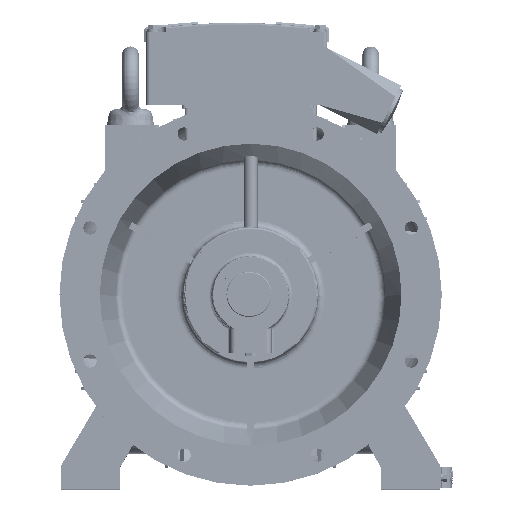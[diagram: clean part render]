
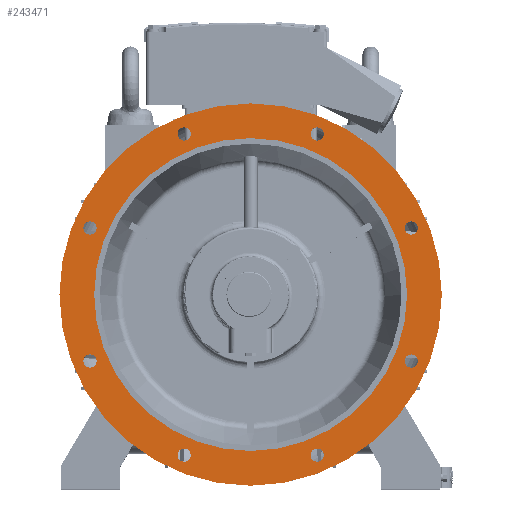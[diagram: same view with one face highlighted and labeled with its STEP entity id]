
A CAD part, top view. The second image highlights one B-rep face of the part: STEP entity #243471.
In plain terms, the highlighted planar face has unit normal (0, 0, 1).
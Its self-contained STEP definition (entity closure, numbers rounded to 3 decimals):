
#91689=CARTESIAN_POINT('',(76.16,15.548,389.5));
#91690=DIRECTION('',(0.,0.,1.));
#91691=DIRECTION('',(0.,1.,0.));
#91692=AXIS2_PLACEMENT_3D('',#91689,#91690,#91691);
#91694=CARTESIAN_POINT('',(76.16,15.548,389.5));
#91695=DIRECTION('',(0.,0.,1.));
#91696=DIRECTION('',(0.,-1.,0.));
#91697=AXIS2_PLACEMENT_3D('',#91694,#91695,#91696);
#91699=CARTESIAN_POINT('',(307.13,111.219,389.5));
#91700=DIRECTION('',(0.,0.,-1.));
#91701=DIRECTION('',(0.,-1.,0.));
#91702=AXIS2_PLACEMENT_3D('',#91699,#91700,#91701);
#91704=CARTESIAN_POINT('',(307.13,111.219,389.5));
#91705=DIRECTION('',(0.,0.,-1.));
#91706=DIRECTION('',(0.,1.,0.));
#91707=AXIS2_PLACEMENT_3D('',#91704,#91705,#91706);
#91709=CARTESIAN_POINT('',(171.831,246.518,389.5));
#91710=DIRECTION('',(0.,0.,-1.));
#91711=DIRECTION('',(0.,-1.,0.));
#91712=AXIS2_PLACEMENT_3D('',#91709,#91710,#91711);
#91714=CARTESIAN_POINT('',(171.831,246.518,389.5));
#91715=DIRECTION('',(0.,0.,-1.));
#91716=DIRECTION('',(0.,1.,0.));
#91717=AXIS2_PLACEMENT_3D('',#91714,#91715,#91716);
#91719=CARTESIAN_POINT('',(-19.511,246.518,389.5));
#91720=DIRECTION('',(0.,0.,-1.));
#91721=DIRECTION('',(0.,-1.,0.));
#91722=AXIS2_PLACEMENT_3D('',#91719,#91720,#91721);
#91724=CARTESIAN_POINT('',(-19.511,246.518,389.5));
#91725=DIRECTION('',(0.,0.,-1.));
#91726=DIRECTION('',(0.,1.,0.));
#91727=AXIS2_PLACEMENT_3D('',#91724,#91725,#91726);
#91729=CARTESIAN_POINT('',(-154.81,111.219,389.5));
#91730=DIRECTION('',(0.,0.,-1.));
#91731=DIRECTION('',(0.,-1.,0.));
#91732=AXIS2_PLACEMENT_3D('',#91729,#91730,#91731);
#91734=CARTESIAN_POINT('',(-154.81,111.219,389.5));
#91735=DIRECTION('',(0.,0.,-1.));
#91736=DIRECTION('',(0.,1.,0.));
#91737=AXIS2_PLACEMENT_3D('',#91734,#91735,#91736);
#91739=CARTESIAN_POINT('',(-154.81,-80.123,389.5));
#91740=DIRECTION('',(0.,0.,-1.));
#91741=DIRECTION('',(0.,-1.,0.));
#91742=AXIS2_PLACEMENT_3D('',#91739,#91740,#91741);
#91744=CARTESIAN_POINT('',(-154.81,-80.123,389.5));
#91745=DIRECTION('',(0.,0.,-1.));
#91746=DIRECTION('',(0.,1.,0.));
#91747=AXIS2_PLACEMENT_3D('',#91744,#91745,#91746);
#91749=CARTESIAN_POINT('',(-19.511,-215.422,389.5));
#91750=DIRECTION('',(0.,0.,-1.));
#91751=DIRECTION('',(0.,-1.,0.));
#91752=AXIS2_PLACEMENT_3D('',#91749,#91750,#91751);
#91754=CARTESIAN_POINT('',(-19.511,-215.422,389.5));
#91755=DIRECTION('',(0.,0.,-1.));
#91756=DIRECTION('',(0.,1.,0.));
#91757=AXIS2_PLACEMENT_3D('',#91754,#91755,#91756);
#91759=CARTESIAN_POINT('',(171.831,-215.422,389.5));
#91760=DIRECTION('',(0.,0.,-1.));
#91761=DIRECTION('',(0.,-1.,0.));
#91762=AXIS2_PLACEMENT_3D('',#91759,#91760,#91761);
#91764=CARTESIAN_POINT('',(171.831,-215.422,389.5));
#91765=DIRECTION('',(0.,0.,-1.));
#91766=DIRECTION('',(0.,1.,0.));
#91767=AXIS2_PLACEMENT_3D('',#91764,#91765,#91766);
#91769=CARTESIAN_POINT('',(307.13,-80.123,389.5));
#91770=DIRECTION('',(0.,0.,-1.));
#91771=DIRECTION('',(0.,-1.,0.));
#91772=AXIS2_PLACEMENT_3D('',#91769,#91770,#91771);
#91774=CARTESIAN_POINT('',(307.13,-80.123,389.5));
#91775=DIRECTION('',(0.,0.,-1.));
#91776=DIRECTION('',(0.,1.,0.));
#91777=AXIS2_PLACEMENT_3D('',#91774,#91775,#91776);
#91779=CARTESIAN_POINT('',(76.16,15.548,389.5));
#91780=DIRECTION('',(0.,0.,-1.));
#91781=DIRECTION('',(0.,-1.,0.));
#91782=AXIS2_PLACEMENT_3D('',#91779,#91780,#91781);
#91784=CARTESIAN_POINT('',(76.16,15.548,389.5));
#91785=DIRECTION('',(0.,0.,-1.));
#91786=DIRECTION('',(0.,1.,0.));
#91787=AXIS2_PLACEMENT_3D('',#91784,#91785,#91786);
#119482=CARTESIAN_POINT('',(-19.511,237.018,389.5));
#119483=VERTEX_POINT('',#119482);
#119484=CARTESIAN_POINT('',(307.13,101.719,389.5));
#119486=VERTEX_POINT('',#119484);
#119488=CARTESIAN_POINT('',(307.13,120.719,389.5));
#119489=VERTEX_POINT('',#119488);
#119500=CARTESIAN_POINT('',(-19.511,-205.922,389.5));
#119501=CARTESIAN_POINT('',(-19.511,-224.922,389.5));
#119502=VERTEX_POINT('',#119500);
#119503=VERTEX_POINT('',#119501);
#119504=CARTESIAN_POINT('',(-154.81,120.719,389.5));
#119505=CARTESIAN_POINT('',(-154.81,101.719,389.5));
#119506=VERTEX_POINT('',#119504);
#119507=VERTEX_POINT('',#119505);
#119514=CARTESIAN_POINT('',(-154.81,-89.623,389.5));
#119515=VERTEX_POINT('',#119514);
#119516=CARTESIAN_POINT('',(-154.81,-70.623,389.5));
#119517=VERTEX_POINT('',#119516);
#119518=CARTESIAN_POINT('',(-19.511,256.018,389.5));
#119519=VERTEX_POINT('',#119518);
#119522=CARTESIAN_POINT('',(171.831,237.018,389.5));
#119523=VERTEX_POINT('',#119522);
#119524=CARTESIAN_POINT('',(171.831,256.018,389.5));
#119525=VERTEX_POINT('',#119524);
#119532=CARTESIAN_POINT('',(171.831,-224.922,389.5));
#119533=VERTEX_POINT('',#119532);
#119534=CARTESIAN_POINT('',(171.831,-205.922,389.5));
#119535=VERTEX_POINT('',#119534);
#119542=CARTESIAN_POINT('',(307.13,-89.623,389.5));
#119543=VERTEX_POINT('',#119542);
#119544=CARTESIAN_POINT('',(307.13,-70.623,389.5));
#119545=VERTEX_POINT('',#119544);
#119589=CARTESIAN_POINT('',(76.16,-259.452,389.5));
#119591=VERTEX_POINT('',#119589);
#119612=CARTESIAN_POINT('',(76.16,240.548,389.5));
#119614=VERTEX_POINT('',#119612);
#119619=CARTESIAN_POINT('',(76.16,290.548,389.5));
#119620=VERTEX_POINT('',#119619);
#119623=CARTESIAN_POINT('',(76.16,-209.452,389.5));
#119624=VERTEX_POINT('',#119623);
#243408=CARTESIAN_POINT('',(76.16,-209.452,389.5));
#243409=DIRECTION('',(0.,0.,-1.));
#243410=DIRECTION('',(0.,-1.,0.));
#243411=AXIS2_PLACEMENT_3D('',#243408,#243409,#243410);
#243412=PLANE('',#243411);
#243413=ORIENTED_EDGE('',*,*,#243388,.F.);
#243414=ORIENTED_EDGE('',*,*,#243401,.F.);
#243415=EDGE_LOOP('',(#243413,#243414));
#243416=FACE_OUTER_BOUND('',#243415,.F.);
#243418=ORIENTED_EDGE('',*,*,#243417,.F.);
#243420=ORIENTED_EDGE('',*,*,#243419,.F.);
#243421=EDGE_LOOP('',(#243418,#243420));
#243422=FACE_BOUND('',#243421,.F.);
#243424=ORIENTED_EDGE('',*,*,#243423,.F.);
#243426=ORIENTED_EDGE('',*,*,#243425,.F.);
#243427=EDGE_LOOP('',(#243424,#243426));
#243428=FACE_BOUND('',#243427,.F.);
#243430=ORIENTED_EDGE('',*,*,#243429,.F.);
#243432=ORIENTED_EDGE('',*,*,#243431,.F.);
#243433=EDGE_LOOP('',(#243430,#243432));
#243434=FACE_BOUND('',#243433,.F.);
#243436=ORIENTED_EDGE('',*,*,#243435,.F.);
#243438=ORIENTED_EDGE('',*,*,#243437,.F.);
#243439=EDGE_LOOP('',(#243436,#243438));
#243440=FACE_BOUND('',#243439,.F.);
#243442=ORIENTED_EDGE('',*,*,#243441,.F.);
#243444=ORIENTED_EDGE('',*,*,#243443,.F.);
#243445=EDGE_LOOP('',(#243442,#243444));
#243446=FACE_BOUND('',#243445,.F.);
#243448=ORIENTED_EDGE('',*,*,#243447,.F.);
#243450=ORIENTED_EDGE('',*,*,#243449,.F.);
#243451=EDGE_LOOP('',(#243448,#243450));
#243452=FACE_BOUND('',#243451,.F.);
#243454=ORIENTED_EDGE('',*,*,#243453,.F.);
#243456=ORIENTED_EDGE('',*,*,#243455,.F.);
#243457=EDGE_LOOP('',(#243454,#243456));
#243458=FACE_BOUND('',#243457,.F.);
#243460=ORIENTED_EDGE('',*,*,#243459,.F.);
#243462=ORIENTED_EDGE('',*,*,#243461,.F.);
#243463=EDGE_LOOP('',(#243460,#243462));
#243464=FACE_BOUND('',#243463,.F.);
#243466=ORIENTED_EDGE('',*,*,#243465,.F.);
#243468=ORIENTED_EDGE('',*,*,#243467,.F.);
#243469=EDGE_LOOP('',(#243466,#243468));
#243470=FACE_BOUND('',#243469,.F.);
#243471=ADVANCED_FACE('',(#243416,#243422,#243428,#243434,#243440,#243446,
#243452,#243458,#243464,#243470),#243412,.F.);
#91693=CIRCLE('',#91692,275.);
#91698=CIRCLE('',#91697,275.);
#91703=CIRCLE('',#91702,9.5);
#91708=CIRCLE('',#91707,9.5);
#91713=CIRCLE('',#91712,9.5);
#91718=CIRCLE('',#91717,9.5);
#91723=CIRCLE('',#91722,9.5);
#91728=CIRCLE('',#91727,9.5);
#91733=CIRCLE('',#91732,9.5);
#91738=CIRCLE('',#91737,9.5);
#91743=CIRCLE('',#91742,9.5);
#91748=CIRCLE('',#91747,9.5);
#91753=CIRCLE('',#91752,9.5);
#91758=CIRCLE('',#91757,9.5);
#91763=CIRCLE('',#91762,9.5);
#91768=CIRCLE('',#91767,9.5);
#91773=CIRCLE('',#91772,9.5);
#91778=CIRCLE('',#91777,9.5);
#91783=CIRCLE('',#91782,225.);
#91788=CIRCLE('',#91787,225.);
#243388=EDGE_CURVE('',#119620,#119591,#91693,.T.);
#243401=EDGE_CURVE('',#119591,#119620,#91698,.T.);
#243417=EDGE_CURVE('',#119486,#119489,#91703,.T.);
#243419=EDGE_CURVE('',#119489,#119486,#91708,.T.);
#243423=EDGE_CURVE('',#119523,#119525,#91713,.T.);
#243425=EDGE_CURVE('',#119525,#119523,#91718,.T.);
#243429=EDGE_CURVE('',#119483,#119519,#91723,.T.);
#243431=EDGE_CURVE('',#119519,#119483,#91728,.T.);
#243435=EDGE_CURVE('',#119507,#119506,#91733,.T.);
#243437=EDGE_CURVE('',#119506,#119507,#91738,.T.);
#243441=EDGE_CURVE('',#119515,#119517,#91743,.T.);
#243443=EDGE_CURVE('',#119517,#119515,#91748,.T.);
#243447=EDGE_CURVE('',#119503,#119502,#91753,.T.);
#243449=EDGE_CURVE('',#119502,#119503,#91758,.T.);
#243453=EDGE_CURVE('',#119533,#119535,#91763,.T.);
#243455=EDGE_CURVE('',#119535,#119533,#91768,.T.);
#243459=EDGE_CURVE('',#119543,#119545,#91773,.T.);
#243461=EDGE_CURVE('',#119545,#119543,#91778,.T.);
#243465=EDGE_CURVE('',#119624,#119614,#91783,.T.);
#243467=EDGE_CURVE('',#119614,#119624,#91788,.T.);
